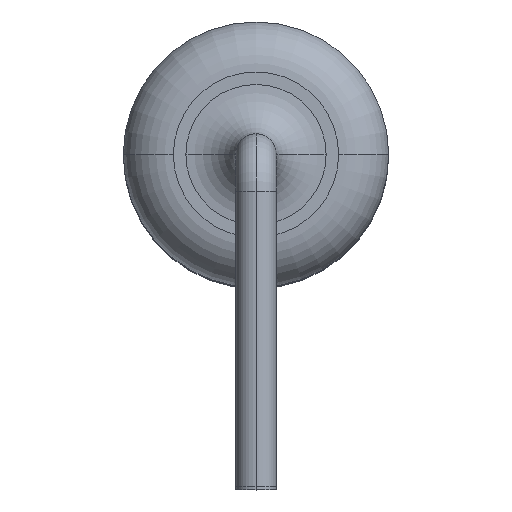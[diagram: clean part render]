
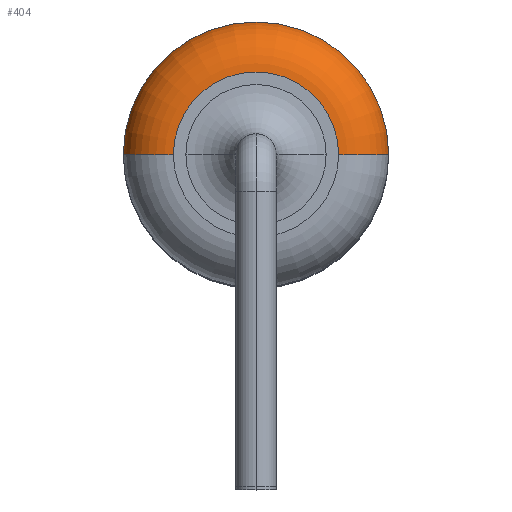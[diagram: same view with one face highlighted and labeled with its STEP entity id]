
A CAD part, top view. The second image highlights one B-rep face of the part: STEP entity #404.
In plain terms, the highlighted toroidal (fillet/blend) face has major radius 1.65 mm and minor radius 1 mm.
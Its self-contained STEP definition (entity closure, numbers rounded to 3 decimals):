
#21 = DIRECTION ( 'NONE',  ( 1., 0., 0. ) ) ;
#55 = ORIENTED_EDGE ( 'NONE', *, *, #2243, .F. ) ;
#99 = CIRCLE ( 'NONE', #1274, 2.65 ) ;
#243 = DIRECTION ( 'NONE',  ( 0., 0., 1. ) ) ;
#276 = AXIS2_PLACEMENT_3D ( 'NONE', #1583, #243, #21 ) ;
#288 = EDGE_CURVE ( 'NONE', #2630, #2625, #99, .T. ) ;
#404 = ADVANCED_FACE ( 'NONE', ( #2233 ), #1100, .T. ) ;
#410 = ORIENTED_EDGE ( 'NONE', *, *, #2771, .T. ) ;
#438 = VERTEX_POINT ( 'NONE', #853 ) ;
#624 = DIRECTION ( 'NONE',  ( 1., 0., 0. ) ) ;
#627 = VERTEX_POINT ( 'NONE', #1021 ) ;
#685 = CARTESIAN_POINT ( 'NONE',  ( -1.65, 0., 6.5 ) ) ;
#703 = DIRECTION ( 'NONE',  ( -1., 0., 0. ) ) ;
#853 = CARTESIAN_POINT ( 'NONE',  ( -1.65, 0., 7.5 ) ) ;
#881 = DIRECTION ( 'NONE',  ( 0., 1., 0. ) ) ;
#882 = DIRECTION ( 'NONE',  ( 0., -1., 0. ) ) ;
#1021 = CARTESIAN_POINT ( 'NONE',  ( 1.65, 0., 7.5 ) ) ;
#1069 = DIRECTION ( 'NONE',  ( 0., 0., 1. ) ) ;
#1084 = CARTESIAN_POINT ( 'NONE',  ( 2.65, 0., 6.5 ) ) ;
#1100 = TOROIDAL_SURFACE ( 'NONE', #2632, 1.65, 1. ) ;
#1274 = AXIS2_PLACEMENT_3D ( 'NONE', #2147, #1667, #2349 ) ;
#1300 = CARTESIAN_POINT ( 'NONE',  ( 0., 0., 6.5 ) ) ;
#1347 = CIRCLE ( 'NONE', #2653, 1. ) ;
#1364 = CIRCLE ( 'NONE', #2401, 1. ) ;
#1393 = EDGE_LOOP ( 'NONE', ( #2217, #410, #55, #1857 ) ) ;
#1583 = CARTESIAN_POINT ( 'NONE',  ( 0., 0., 7.5 ) ) ;
#1667 = DIRECTION ( 'NONE',  ( 0., 0., -1. ) ) ;
#1709 = CIRCLE ( 'NONE', #276, 1.65 ) ;
#1752 = DIRECTION ( 'NONE',  ( 0., 0., -1. ) ) ;
#1770 = EDGE_CURVE ( 'NONE', #2625, #627, #1347, .T. ) ;
#1857 = ORIENTED_EDGE ( 'NONE', *, *, #1770, .F. ) ;
#1922 = CARTESIAN_POINT ( 'NONE',  ( -2.65, 0., 6.5 ) ) ;
#1971 = CARTESIAN_POINT ( 'NONE',  ( 1.65, 0., 6.5 ) ) ;
#2147 = CARTESIAN_POINT ( 'NONE',  ( 0., 0., 6.5 ) ) ;
#2217 = ORIENTED_EDGE ( 'NONE', *, *, #288, .F. ) ;
#2233 = FACE_OUTER_BOUND ( 'NONE', #1393, .T. ) ;
#2243 = EDGE_CURVE ( 'NONE', #627, #438, #1709, .T. ) ;
#2349 = DIRECTION ( 'NONE',  ( 1., 0., 0. ) ) ;
#2401 = AXIS2_PLACEMENT_3D ( 'NONE', #685, #881, #703 ) ;
#2625 = VERTEX_POINT ( 'NONE', #1084 ) ;
#2630 = VERTEX_POINT ( 'NONE', #1922 ) ;
#2632 = AXIS2_PLACEMENT_3D ( 'NONE', #1300, #1069, #624 ) ;
#2653 = AXIS2_PLACEMENT_3D ( 'NONE', #1971, #882, #1752 ) ;
#2771 = EDGE_CURVE ( 'NONE', #2630, #438, #1364, .T. ) ;
